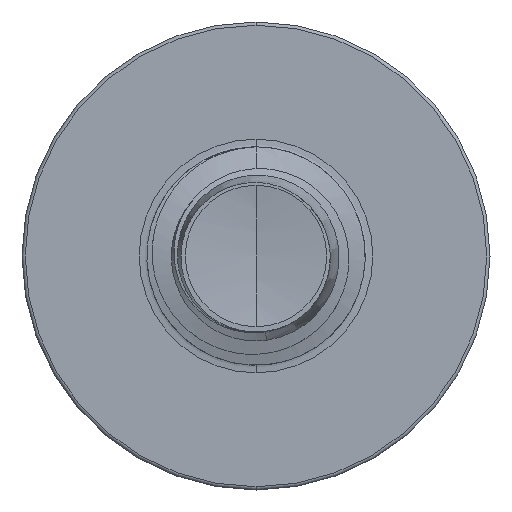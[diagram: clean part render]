
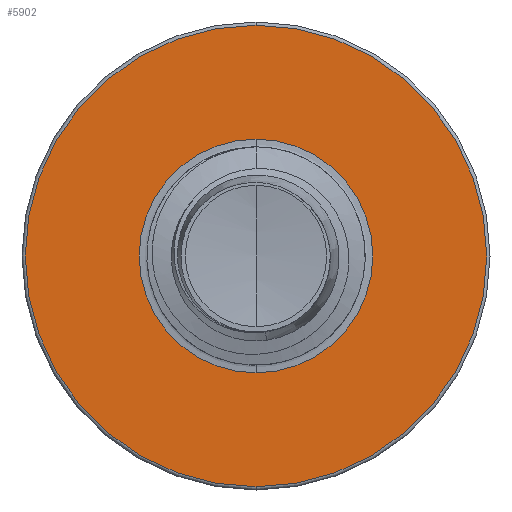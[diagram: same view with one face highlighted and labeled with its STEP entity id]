
A CAD part, front view. The second image highlights one B-rep face of the part: STEP entity #5902.
In plain terms, the highlighted planar face has unit normal (0, -1, 0).
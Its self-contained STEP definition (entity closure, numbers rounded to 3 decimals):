
#23 = ORIENTED_EDGE ( 'NONE', *, *, #2911, .F. ) ;
#232 = FACE_OUTER_BOUND ( 'NONE', #13223, .T. ) ;
#368 = ORIENTED_EDGE ( 'NONE', *, *, #2905, .T. ) ;
#369 = AXIS2_PLACEMENT_3D ( 'NONE', #5943, #8383, #6350 ) ;
#515 = CARTESIAN_POINT ( 'NONE',  ( 0., 4.5, -3.697 ) ) ;
#565 = ORIENTED_EDGE ( 'NONE', *, *, #988, .F. ) ;
#988 = EDGE_CURVE ( 'NONE', #5828, #3574, #12734, .T. ) ;
#1239 = CIRCLE ( 'NONE', #12737, 1.872 ) ;
#1881 = EDGE_CURVE ( 'NONE', #10432, #5113, #11533, .T. ) ;
#2905 = EDGE_CURVE ( 'NONE', #5113, #10432, #1239, .T. ) ;
#2911 = EDGE_CURVE ( 'NONE', #3574, #5828, #8578, .T. ) ;
#3574 = VERTEX_POINT ( 'NONE', #515 ) ;
#4781 = DIRECTION ( 'NONE',  ( 0., 0., 1. ) ) ;
#4782 = DIRECTION ( 'NONE',  ( 0., 1., 0. ) ) ;
#4799 = CARTESIAN_POINT ( 'NONE',  ( 0., 4.5, 0. ) ) ;
#4840 = DIRECTION ( 'NONE',  ( 0., 0., 1. ) ) ;
#4841 = DIRECTION ( 'NONE',  ( 0., 1., 0. ) ) ;
#4860 = CARTESIAN_POINT ( 'NONE',  ( 0., 4.5, 0. ) ) ;
#4983 = FACE_BOUND ( 'NONE', #10074, .T. ) ;
#5113 = VERTEX_POINT ( 'NONE', #13843 ) ;
#5828 = VERTEX_POINT ( 'NONE', #12882 ) ;
#5902 = ADVANCED_FACE ( 'NONE', ( #232, #4983 ), #12612, .F. ) ;
#5943 = CARTESIAN_POINT ( 'NONE',  ( 0., 4.5, 0. ) ) ;
#6350 = DIRECTION ( 'NONE',  ( 0., 0., 1. ) ) ;
#7404 = CARTESIAN_POINT ( 'NONE',  ( 0., 4.5, -1.872 ) ) ;
#8383 = DIRECTION ( 'NONE',  ( 0., 1., 0. ) ) ;
#8578 = CIRCLE ( 'NONE', #13247, 3.698 ) ;
#9008 = DIRECTION ( 'NONE',  ( 0., 0., 1. ) ) ;
#9016 = DIRECTION ( 'NONE',  ( 0., 1., 0. ) ) ;
#9018 = CARTESIAN_POINT ( 'NONE',  ( 0., 4.5, 0. ) ) ;
#9253 = ORIENTED_EDGE ( 'NONE', *, *, #1881, .T. ) ;
#10074 = EDGE_LOOP ( 'NONE', ( #368, #9253 ) ) ;
#10432 = VERTEX_POINT ( 'NONE', #7404 ) ;
#11533 = CIRCLE ( 'NONE', #11580, 1.872 ) ;
#11580 = AXIS2_PLACEMENT_3D ( 'NONE', #9018, #9016, #9008 ) ;
#12592 = DIRECTION ( 'NONE',  ( 0., 0., 1. ) ) ;
#12594 = DIRECTION ( 'NONE',  ( 0., 1., 0. ) ) ;
#12612 = PLANE ( 'NONE',  #13177 ) ;
#12734 = CIRCLE ( 'NONE', #369, 3.698 ) ;
#12737 = AXIS2_PLACEMENT_3D ( 'NONE', #4860, #4841, #4840 ) ;
#12882 = CARTESIAN_POINT ( 'NONE',  ( 0., 4.5, 3.698 ) ) ;
#12927 = CARTESIAN_POINT ( 'NONE',  ( 0., 4.5, -1.872 ) ) ;
#13177 = AXIS2_PLACEMENT_3D ( 'NONE', #12927, #12594, #12592 ) ;
#13223 = EDGE_LOOP ( 'NONE', ( #565, #23 ) ) ;
#13247 = AXIS2_PLACEMENT_3D ( 'NONE', #4799, #4782, #4781 ) ;
#13843 = CARTESIAN_POINT ( 'NONE',  ( 0., 4.5, 1.872 ) ) ;
